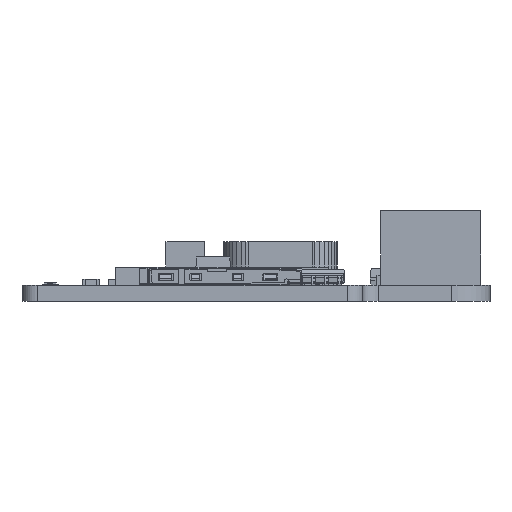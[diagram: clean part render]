
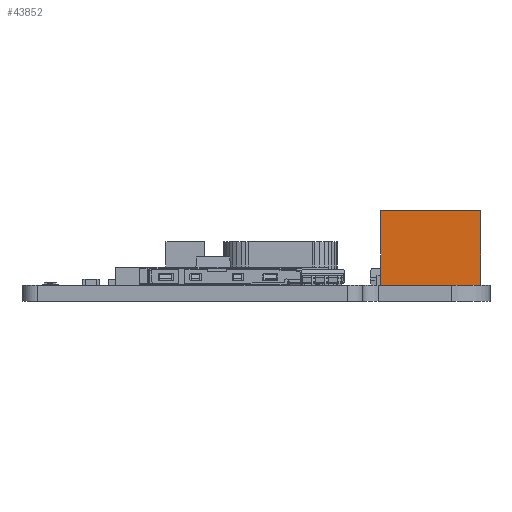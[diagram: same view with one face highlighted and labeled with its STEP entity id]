
A CAD part, left-side view. The second image highlights one B-rep face of the part: STEP entity #43852.
In plain terms, the highlighted planar face has unit normal (-1, 0, 0).
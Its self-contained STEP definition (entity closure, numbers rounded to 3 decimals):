
#43852 = ADVANCED_FACE('',(#43853),#43887,.T.);
#43853 = FACE_BOUND('',#43854,.T.);
#43854 = EDGE_LOOP('',(#43855,#43865,#43873,#43881));
#43855 = ORIENTED_EDGE('',*,*,#43856,.T.);
#43856 = EDGE_CURVE('',#43857,#43859,#43861,.T.);
#43857 = VERTEX_POINT('',#43858);
#43858 = CARTESIAN_POINT('',(41.148,1.016,0.));
#43859 = VERTEX_POINT('',#43860);
#43860 = CARTESIAN_POINT('',(41.148,1.016,7.366));
#43861 = LINE('',#43862,#43863);
#43862 = CARTESIAN_POINT('',(41.148,1.016,0.));
#43863 = VECTOR('',#43864,1.);
#43864 = DIRECTION('',(0.,0.,1.));
#43865 = ORIENTED_EDGE('',*,*,#43866,.T.);
#43866 = EDGE_CURVE('',#43859,#43867,#43869,.T.);
#43867 = VERTEX_POINT('',#43868);
#43868 = CARTESIAN_POINT('',(41.148,10.922,7.366));
#43869 = LINE('',#43870,#43871);
#43870 = CARTESIAN_POINT('',(41.148,1.016,7.366));
#43871 = VECTOR('',#43872,1.);
#43872 = DIRECTION('',(0.,1.,0.));
#43873 = ORIENTED_EDGE('',*,*,#43874,.F.);
#43874 = EDGE_CURVE('',#43875,#43867,#43877,.T.);
#43875 = VERTEX_POINT('',#43876);
#43876 = CARTESIAN_POINT('',(41.148,10.922,0.));
#43877 = LINE('',#43878,#43879);
#43878 = CARTESIAN_POINT('',(41.148,10.922,0.));
#43879 = VECTOR('',#43880,1.);
#43880 = DIRECTION('',(0.,0.,1.));
#43881 = ORIENTED_EDGE('',*,*,#43882,.F.);
#43882 = EDGE_CURVE('',#43857,#43875,#43883,.T.);
#43883 = LINE('',#43884,#43885);
#43884 = CARTESIAN_POINT('',(41.148,1.016,0.));
#43885 = VECTOR('',#43886,1.);
#43886 = DIRECTION('',(0.,1.,0.));
#43887 = PLANE('',#43888);
#43888 = AXIS2_PLACEMENT_3D('',#43889,#43890,#43891);
#43889 = CARTESIAN_POINT('',(41.148,1.016,0.));
#43890 = DIRECTION('',(-1.,0.,0.));
#43891 = DIRECTION('',(0.,1.,0.));
